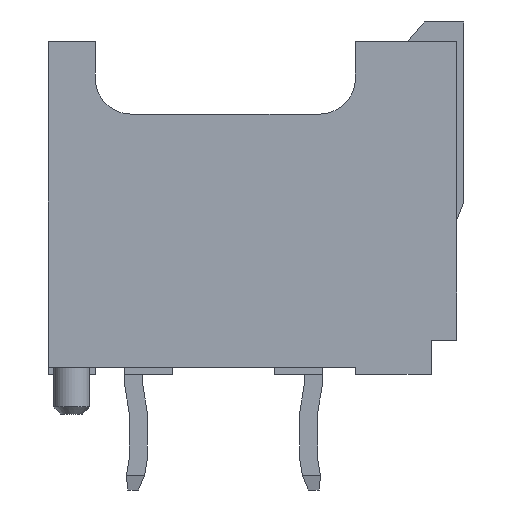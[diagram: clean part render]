
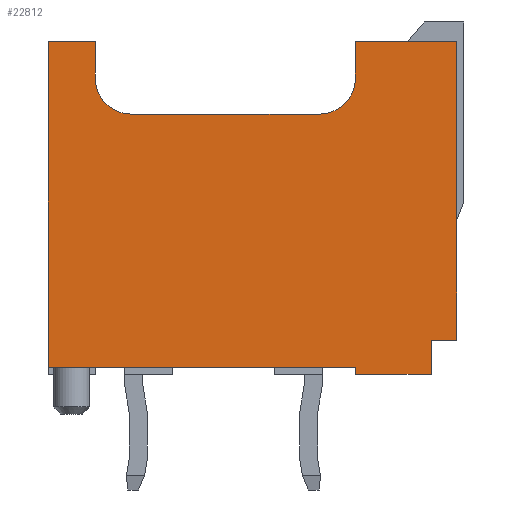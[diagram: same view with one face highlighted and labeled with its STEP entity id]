
A CAD part, left-side view. The second image highlights one B-rep face of the part: STEP entity #22812.
In plain terms, the highlighted face is planar.
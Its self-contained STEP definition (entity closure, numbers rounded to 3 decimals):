
#31=CIRCLE('',#23738,1.);
#32=CIRCLE('',#23739,1.);
#992=ORIENTED_EDGE('',*,*,#5330,.T.);
#993=ORIENTED_EDGE('',*,*,#5331,.T.);
#994=ORIENTED_EDGE('',*,*,#5300,.T.);
#995=ORIENTED_EDGE('',*,*,#5296,.F.);
#996=ORIENTED_EDGE('',*,*,#5332,.F.);
#997=ORIENTED_EDGE('',*,*,#5333,.F.);
#998=ORIENTED_EDGE('',*,*,#5334,.F.);
#999=ORIENTED_EDGE('',*,*,#5258,.F.);
#1000=ORIENTED_EDGE('',*,*,#5335,.F.);
#1001=ORIENTED_EDGE('',*,*,#5336,.F.);
#1002=ORIENTED_EDGE('',*,*,#5337,.F.);
#1003=ORIENTED_EDGE('',*,*,#5338,.F.);
#1004=ORIENTED_EDGE('',*,*,#5339,.F.);
#1005=ORIENTED_EDGE('',*,*,#5340,.F.);
#5258=EDGE_CURVE('',#7449,#7442,#9134,.T.);
#5296=EDGE_CURVE('',#7475,#7472,#9168,.T.);
#5300=EDGE_CURVE('',#7477,#7472,#9172,.T.);
#5330=EDGE_CURVE('',#7495,#7496,#9202,.T.);
#5331=EDGE_CURVE('',#7496,#7477,#9203,.T.);
#5332=EDGE_CURVE('',#7497,#7475,#9204,.T.);
#5333=EDGE_CURVE('',#7498,#7497,#9205,.T.);
#5334=EDGE_CURVE('',#7442,#7498,#9206,.T.);
#5335=EDGE_CURVE('',#7499,#7449,#9207,.T.);
#5336=EDGE_CURVE('',#7500,#7499,#31,.T.);
#5337=EDGE_CURVE('',#7501,#7500,#9208,.T.);
#5338=EDGE_CURVE('',#7502,#7501,#32,.T.);
#5339=EDGE_CURVE('',#7503,#7502,#9209,.T.);
#5340=EDGE_CURVE('',#7495,#7503,#9210,.T.);
#7442=VERTEX_POINT('',#29686);
#7449=VERTEX_POINT('',#29700);
#7472=VERTEX_POINT('',#29768);
#7475=VERTEX_POINT('',#29774);
#7477=VERTEX_POINT('',#29782);
#7495=VERTEX_POINT('',#29840);
#7496=VERTEX_POINT('',#29841);
#7497=VERTEX_POINT('',#29844);
#7498=VERTEX_POINT('',#29846);
#7499=VERTEX_POINT('',#29849);
#7500=VERTEX_POINT('',#29851);
#7501=VERTEX_POINT('',#29853);
#7502=VERTEX_POINT('',#29855);
#7503=VERTEX_POINT('',#29857);
#9134=LINE('',#29701,#11473);
#9168=LINE('',#29775,#11507);
#9172=LINE('',#29783,#11511);
#9202=LINE('',#29839,#11541);
#9203=LINE('',#29842,#11542);
#9204=LINE('',#29843,#11543);
#9205=LINE('',#29845,#11544);
#9206=LINE('',#29847,#11545);
#9207=LINE('',#29848,#11546);
#9208=LINE('',#29852,#11547);
#9209=LINE('',#29856,#11548);
#9210=LINE('',#29858,#11549);
#11473=VECTOR('',#25355,1000.);
#11507=VECTOR('',#25417,1000.);
#11511=VECTOR('',#25425,1000.);
#11541=VECTOR('',#25473,1000.);
#11542=VECTOR('',#25474,1000.);
#11543=VECTOR('',#25475,1000.);
#11544=VECTOR('',#25476,1000.);
#11545=VECTOR('',#25477,1000.);
#11546=VECTOR('',#25478,1000.);
#11547=VECTOR('',#25481,1000.);
#11548=VECTOR('',#25484,1000.);
#11549=VECTOR('',#25485,1000.);
#13517=EDGE_LOOP('',(#992,#993,#994,#995,#996,#997,#998,#999,#1000,#1001,
#1002,#1003,#1004,#1005));
#14519=FACE_BOUND('',#13517,.T.);
#15517=PLANE('',#23737);
#22812=ADVANCED_FACE('',(#14519),#15517,.T.);
#23737=AXIS2_PLACEMENT_3D('',#29838,#25471,#25472);
#23738=AXIS2_PLACEMENT_3D('',#29850,#25479,#25480);
#23739=AXIS2_PLACEMENT_3D('',#29854,#25482,#25483);
#25355=DIRECTION('',(0.,0.,1.));
#25417=DIRECTION('',(0.,0.,-1.));
#25425=DIRECTION('',(0.,1.,0.));
#25471=DIRECTION('',(1.,0.,0.));
#25472=DIRECTION('',(0.,0.,-1.));
#25473=DIRECTION('',(0.,1.,0.));
#25474=DIRECTION('',(0.,0.,1.));
#25475=DIRECTION('',(0.,1.,0.));
#25476=DIRECTION('',(0.,0.,-1.));
#25477=DIRECTION('',(0.,1.,0.));
#25478=DIRECTION('',(0.,-1.,0.));
#25479=DIRECTION('',(1.,0.,0.));
#25480=DIRECTION('',(0.,-1.,0.));
#25481=DIRECTION('',(0.,0.,1.));
#25482=DIRECTION('',(1.,0.,0.));
#25483=DIRECTION('',(0.,-1.,0.));
#25484=DIRECTION('',(0.,1.,0.));
#25485=DIRECTION('',(0.,0.,1.));
#29686=CARTESIAN_POINT('',(15.7,-4.325,5.55));
#29700=CARTESIAN_POINT('',(15.7,-4.325,2.75));
#29701=CARTESIAN_POINT('',(15.7,-4.325,5.75));
#29768=CARTESIAN_POINT('',(15.7,4.875,2.75));
#29774=CARTESIAN_POINT('',(15.7,4.875,4.85));
#29775=CARTESIAN_POINT('',(15.7,4.875,5.75));
#29782=CARTESIAN_POINT('',(15.7,4.675,2.75));
#29783=CARTESIAN_POINT('',(15.7,4.675,2.75));
#29838=CARTESIAN_POINT('',(15.7,-4.875,5.75));
#29839=CARTESIAN_POINT('',(15.7,-4.875,-5.75));
#29840=CARTESIAN_POINT('',(15.7,-4.325,-5.75));
#29841=CARTESIAN_POINT('',(15.7,4.675,-5.75));
#29842=CARTESIAN_POINT('',(15.7,4.675,-4.45));
#29843=CARTESIAN_POINT('',(15.7,3.925,4.85));
#29844=CARTESIAN_POINT('',(15.7,3.925,4.85));
#29845=CARTESIAN_POINT('',(15.7,3.925,5.55));
#29846=CARTESIAN_POINT('',(15.7,3.925,5.55));
#29847=CARTESIAN_POINT('',(15.7,0.625,5.55));
#29848=CARTESIAN_POINT('',(15.7,-3.325,2.75));
#29849=CARTESIAN_POINT('',(15.7,-3.325,2.75));
#29850=CARTESIAN_POINT('',(15.7,-3.325,1.75));
#29851=CARTESIAN_POINT('',(15.7,-2.325,1.75));
#29852=CARTESIAN_POINT('',(15.7,-2.325,-3.45));
#29853=CARTESIAN_POINT('',(15.7,-2.325,-3.45));
#29854=CARTESIAN_POINT('',(15.7,-3.325,-3.45));
#29855=CARTESIAN_POINT('',(15.7,-3.325,-4.45));
#29856=CARTESIAN_POINT('',(15.7,-4.325,-4.45));
#29857=CARTESIAN_POINT('',(15.7,-4.325,-4.45));
#29858=CARTESIAN_POINT('',(15.7,-4.325,-5.75));
